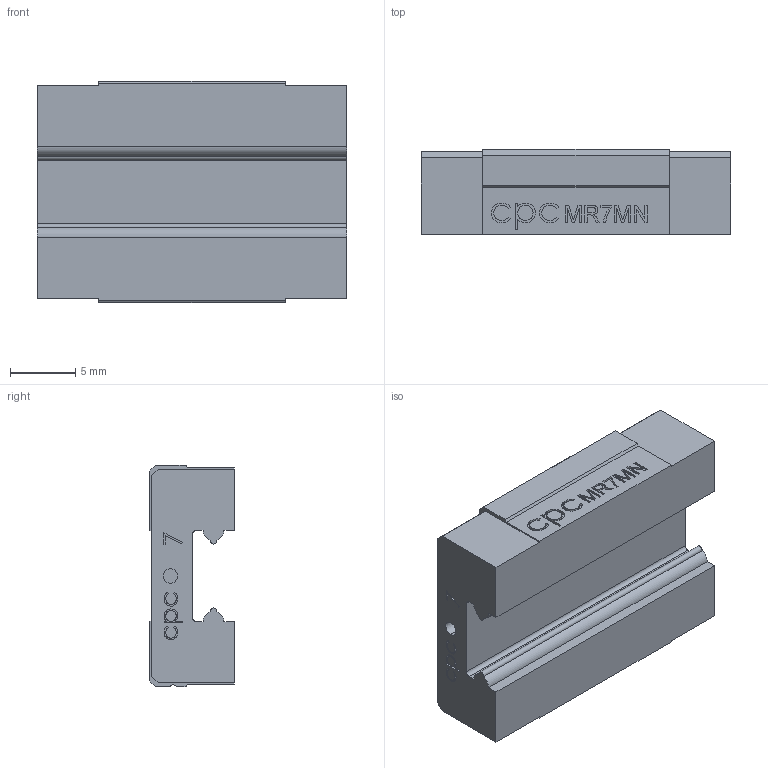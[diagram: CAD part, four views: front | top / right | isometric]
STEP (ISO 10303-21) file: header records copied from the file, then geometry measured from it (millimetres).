
FILE_DESCRIPTION (( 'STEP AP203' ), '1' );
FILE_NAME ('7MN-SS_ZZ-block.STEP', '2009-07-30T09:21:37', ( 'cpc' ), ( '' ), 'SwSTEP 2.0', 'SolidWorks 2007', '' );
FILE_SCHEMA (( 'CONFIG_CONTROL_DESIGN' ));
Length unit declared in the file: millimetre
Products named in the file (1): 7MN-SS_ZZ-block
Bounding box: 23.7 x 6.5 x 17 mm (x, y, z)
Volume: 1971.6 mm3; surface area: 1636.8 mm2
Topology: 1 solids, 1 shells, 399 faces, 1063 edges, 698 vertices
Faces by surface type: plane 227, bspline 126, cylinder 30, cone 16
Entity records: 18906 total; most frequent: CARTESIAN_POINT 9735, ORIENTED_EDGE 2110, DIRECTION 1419, EDGE_CURVE 1055, VECTOR 735, LINE 735, VERTEX_POINT 698, EDGE_LOOP 439
